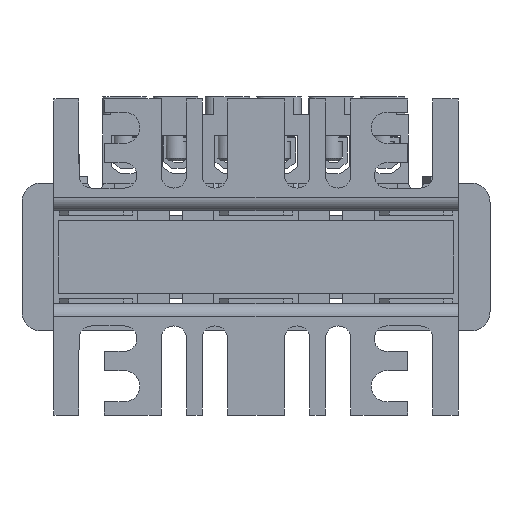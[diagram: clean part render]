
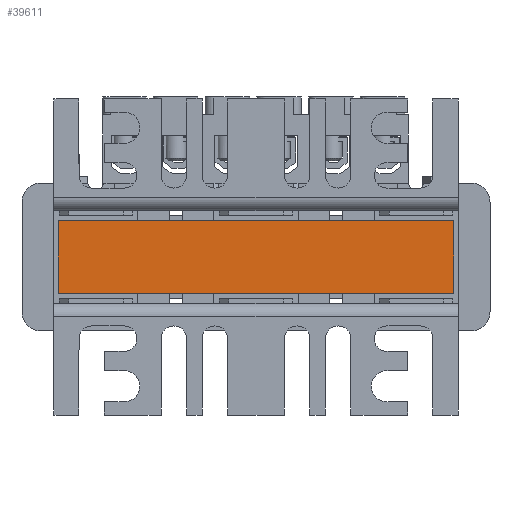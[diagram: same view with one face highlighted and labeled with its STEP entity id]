
A CAD part, front view. The second image highlights one B-rep face of the part: STEP entity #39611.
In plain terms, the highlighted planar face has unit normal (0, -1, 0).
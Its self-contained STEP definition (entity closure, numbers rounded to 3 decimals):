
#1608 = LINE ( 'NONE', #15755, #17058 ) ;
#1612 = LINE ( 'NONE', #15745, #17062 ) ;
#1615 = LINE ( 'NONE', #15739, #17065 ) ;
#1617 = LINE ( 'NONE', #15733, #17067 ) ;
#5642 = VERTEX_POINT ( 'NONE', #20305 ) ;
#5823 = VERTEX_POINT ( 'NONE', #20583 ) ;
#5898 = VERTEX_POINT ( 'NONE', #20809 ) ;
#5905 = VERTEX_POINT ( 'NONE', #20779 ) ;
#15732 = DIRECTION ( 'NONE',  ( 1., 0., 0. ) ) ;
#15733 = CARTESIAN_POINT ( 'NONE',  ( 61.125, -58.25, 11.25 ) ) ;
#15738 = DIRECTION ( 'NONE',  ( 0., 0., -1. ) ) ;
#15739 = CARTESIAN_POINT ( 'NONE',  ( 61.125, -58.25, 11.25 ) ) ;
#15744 = DIRECTION ( 'NONE',  ( -1., 0., 0. ) ) ;
#15745 = CARTESIAN_POINT ( 'NONE',  ( 61.125, -58.25, -11.25 ) ) ;
#15754 = DIRECTION ( 'NONE',  ( 0., 0., 1. ) ) ;
#15755 = CARTESIAN_POINT ( 'NONE',  ( -61.125, -58.25, 11.25 ) ) ;
#17058 = VECTOR ( 'NONE', #15754, 1000. ) ;
#17062 = VECTOR ( 'NONE', #15744, 1000. ) ;
#17065 = VECTOR ( 'NONE', #15738, 1000. ) ;
#17067 = VECTOR ( 'NONE', #15732, 1000. ) ;
#20305 = CARTESIAN_POINT ( 'NONE',  ( 61.125, -58.25, -11.25 ) ) ;
#20583 = CARTESIAN_POINT ( 'NONE',  ( -61.125, -58.25, 11.25 ) ) ;
#20779 = CARTESIAN_POINT ( 'NONE',  ( 61.125, -58.25, 11.25 ) ) ;
#20809 = CARTESIAN_POINT ( 'NONE',  ( -61.125, -58.25, -11.25 ) ) ;
#27318 = DIRECTION ( 'NONE',  ( 0., 0., 1. ) ) ;
#27319 = DIRECTION ( 'NONE',  ( 0., 1., 0. ) ) ;
#27321 = CARTESIAN_POINT ( 'NONE',  ( -61.125, -58.25, -11.25 ) ) ;
#27322 = PLANE ( 'NONE',  #36372 ) ;
#28146 = ORIENTED_EDGE ( 'NONE', *, *, #40111, .F. ) ;
#28148 = ORIENTED_EDGE ( 'NONE', *, *, #40114, .F. ) ;
#28153 = ORIENTED_EDGE ( 'NONE', *, *, #40116, .F. ) ;
#28156 = ORIENTED_EDGE ( 'NONE', *, *, #40107, .F. ) ;
#29739 = EDGE_LOOP ( 'NONE', ( #28156, #28146, #28148, #28153 ) ) ;
#33663 = FACE_OUTER_BOUND ( 'NONE', #29739, .T. ) ;
#36372 = AXIS2_PLACEMENT_3D ( 'NONE', #27321, #27319, #27318 ) ;
#39611 = ADVANCED_FACE ( 'NONE', ( #33663 ), #27322, .F. ) ;
#40107 = EDGE_CURVE ( 'NONE', #5898, #5823, #1608, .T. ) ;
#40111 = EDGE_CURVE ( 'NONE', #5642, #5898, #1612, .T. ) ;
#40114 = EDGE_CURVE ( 'NONE', #5905, #5642, #1615, .T. ) ;
#40116 = EDGE_CURVE ( 'NONE', #5823, #5905, #1617, .T. ) ;
